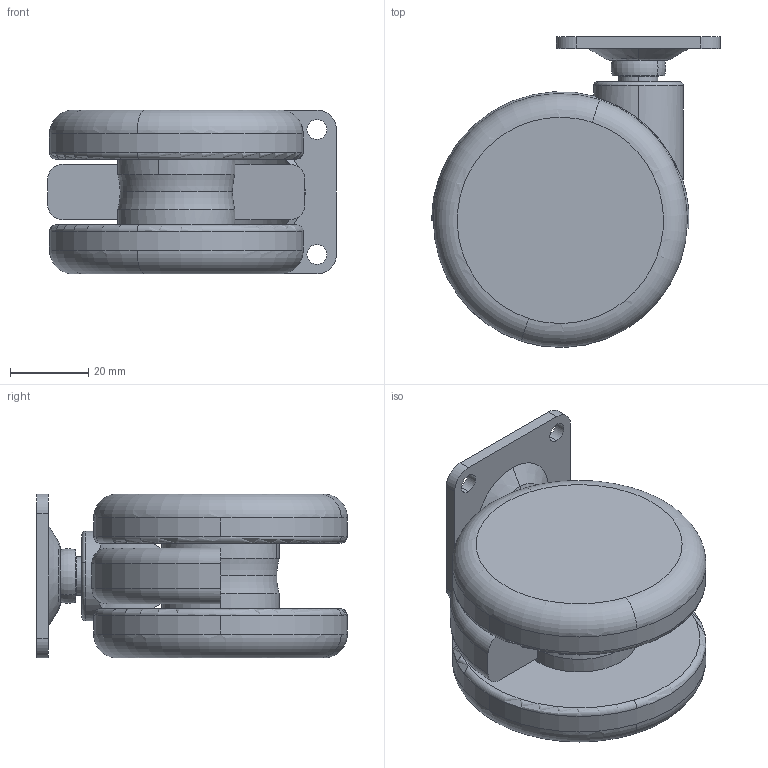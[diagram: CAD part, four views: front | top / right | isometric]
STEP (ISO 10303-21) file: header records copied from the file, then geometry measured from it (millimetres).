
FILE_DESCRIPTION (( 'STEP AP214' ), '1' );
FILE_NAME ('F003497_3D.step', '2022-11-21T18:17:47', ( '' ), ( '' ), 'SwSTEP 2.0', 'SolidWorks 2020', '' );
FILE_SCHEMA (( 'AUTOMOTIVE_DESIGN' ));
Length unit declared in the file: millimetre
Products named in the file (1): F003497_3D
Bounding box: 74 x 79.58 x 42 mm (x, y, z)
Surface area: 28628.1 mm2 (no closed solid volume)
Topology: 0 solids, 4 shells, 114 faces, 301 edges, 200 vertices
Faces by surface type: cylinder 44, plane 22, bspline 20, torus 16, cone 12
Entity records: 6413 total; most frequent: CARTESIAN_POINT 2289, DIRECTION 623, ORIENTED_EDGE 590, EDGE_CURVE 299, AXIS2_PLACEMENT_3D 273, VERTEX_POINT 200, CIRCLE 178, EDGE_LOOP 133
